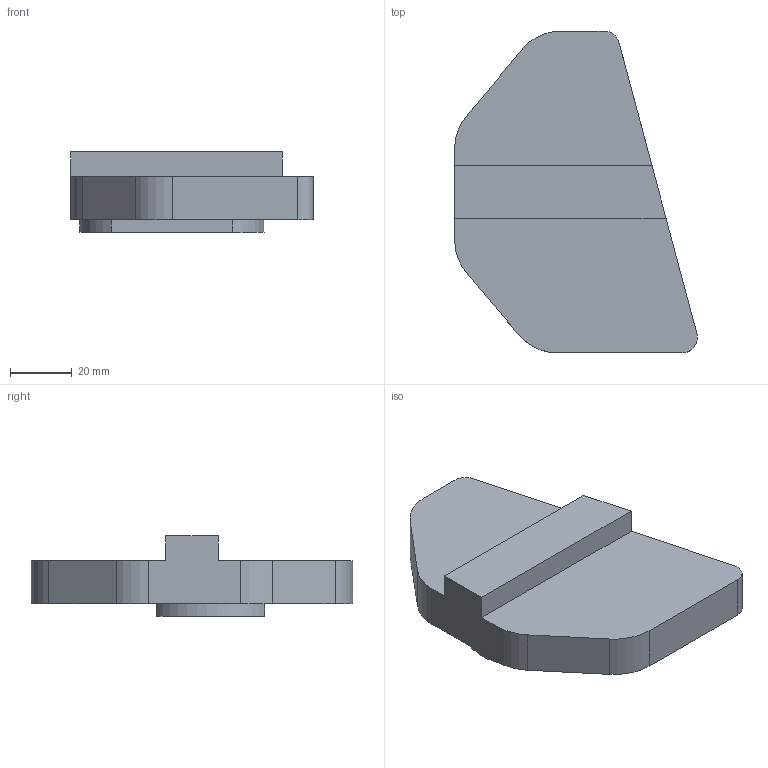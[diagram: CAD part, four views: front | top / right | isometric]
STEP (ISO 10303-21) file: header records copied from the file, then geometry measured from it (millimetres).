
FILE_DESCRIPTION(/* description */ (''),/* implementation_level */ '2;1');
FILE_NAME(/* name */ '1558609655620.stp',/* time_stamp */ '2019-05-23T13:07:40+02:00',/* author */ (''),/* organization */ ('SMS'),/* preprocessor_version */ 'ST-DEVELOPER v15',/* originating_system */ 'SIEMENS PLM Software NX 8.5',/* authorisation */ '');
FILE_SCHEMA (('AUTOMOTIVE_DESIGN { 1 0 10303 214 3 1 1 1 }'));
Length unit declared in the file: millimetre
Products named in the file (1): 201157278mod000_01
Bounding box: 78.47 x 104 x 26 mm (x, y, z)
Volume: 100730.9 mm3; surface area: 18253.9 mm2
Topology: 1 solids, 1 shells, 23 faces, 60 edges, 44 vertices
Faces by surface type: plane 15, cylinder 8
Entity records: 804 total; most frequent: CARTESIAN_POINT 150, DIRECTION 128, ORIENTED_EDGE 120, EDGE_CURVE 60, LINE 44, VECTOR 44, AXIS2_PLACEMENT_3D 42, VERTEX_POINT 40
